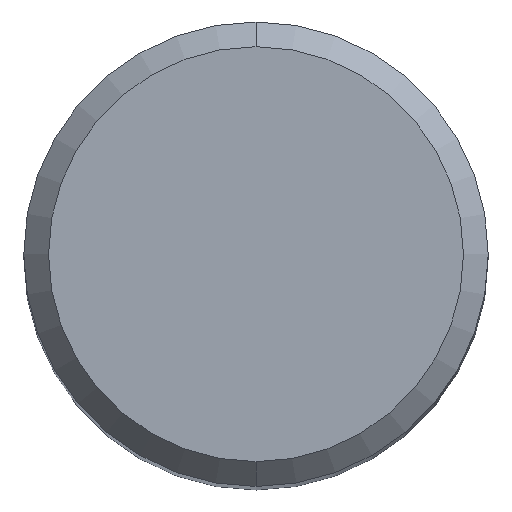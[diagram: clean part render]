
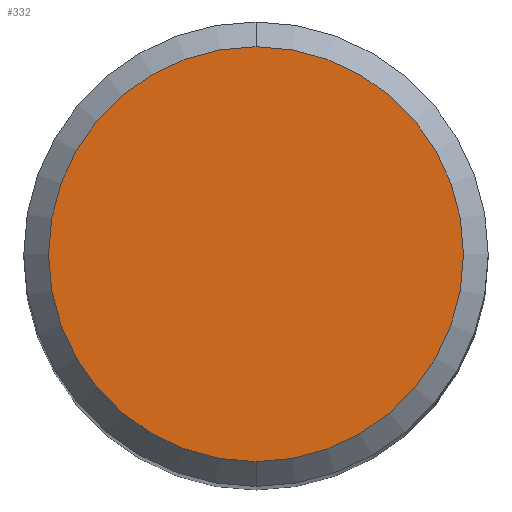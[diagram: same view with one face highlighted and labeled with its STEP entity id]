
A CAD part, top view. The second image highlights one B-rep face of the part: STEP entity #332.
In plain terms, the highlighted planar face has unit normal (0, 0, 1).
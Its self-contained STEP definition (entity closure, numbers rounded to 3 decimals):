
#184=EDGE_CURVE('',#446,#408,#488,.T.);
#244=EDGE_CURVE('',#408,#446,#556,.T.);
#332=ADVANCED_FACE('',(#653),#654,.T.);
#408=VERTEX_POINT('',#736);
#446=VERTEX_POINT('',#776);
#488=CIRCLE('',#814,6.7);
#556=CIRCLE('',#967,6.7);
#653=FACE_OUTER_BOUND('',#1180,.T.);
#654=PLANE('',#1181);
#736=CARTESIAN_POINT('',(0.,-6.7,0.0));
#776=CARTESIAN_POINT('',(0.0,6.7,0.0));
#814=AXIS2_PLACEMENT_3D('',#1510,#1511,#1512);
#967=AXIS2_PLACEMENT_3D('',#1607,#1608,#1609);
#1180=EDGE_LOOP('',(#1705,#1706));
#1181=AXIS2_PLACEMENT_3D('',#1707,#1708,#1709);
#1510=CARTESIAN_POINT('',(0.0,0.0,0.0));
#1511=DIRECTION('',(0.0,0.0,-1.0));
#1512=DIRECTION('',(0.0,1.0,0.0));
#1607=CARTESIAN_POINT('',(0.0,0.0,0.0));
#1608=DIRECTION('',(0.0,0.0,-1.0));
#1609=DIRECTION('',(0.0,1.0,0.0));
#1705=ORIENTED_EDGE('',*,*,#184,.F.);
#1706=ORIENTED_EDGE('',*,*,#244,.F.);
#1707=CARTESIAN_POINT('',(0.0,3.35,0.0));
#1708=DIRECTION('',(-0.0,0.0,1.0));
#1709=DIRECTION('',(0.0,-1.0,0.0));
